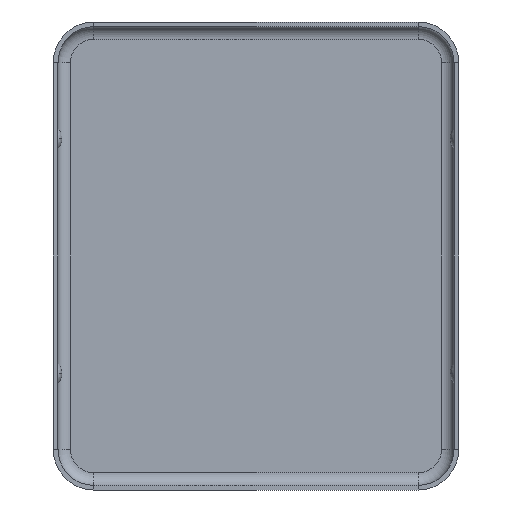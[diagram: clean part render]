
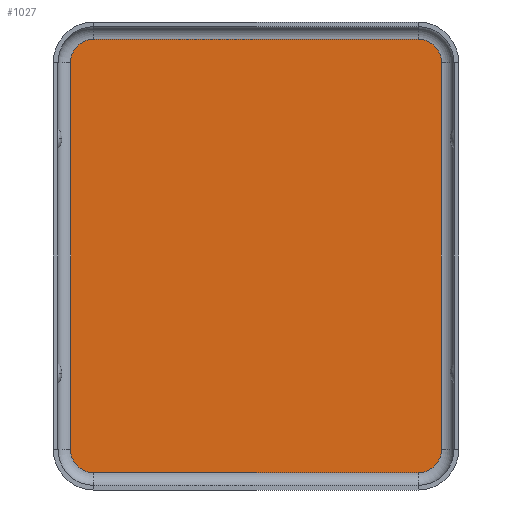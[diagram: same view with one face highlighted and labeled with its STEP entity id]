
A CAD part, front view. The second image highlights one B-rep face of the part: STEP entity #1027.
In plain terms, the highlighted planar face has unit normal (0, -1, 0).
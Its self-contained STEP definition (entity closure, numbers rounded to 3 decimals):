
#25 = VERTEX_POINT ( 'NONE', #165 ) ;
#26 = EDGE_CURVE ( 'NONE', #25, #1297, #90, .T. ) ;
#68 = DIRECTION ( 'NONE',  ( 0., -1., 0. ) ) ;
#90 = CIRCLE ( 'NONE', #1535, 1.5 ) ;
#129 = ORIENTED_EDGE ( 'NONE', *, *, #769, .T. ) ;
#154 = DIRECTION ( 'NONE',  ( 0., 1., 0. ) ) ;
#165 = CARTESIAN_POINT ( 'NONE',  ( 11.85, 0., -12.35 ) ) ;
#176 = CARTESIAN_POINT ( 'NONE',  ( -11.85, 0., 0. ) ) ;
#193 = DIRECTION ( 'NONE',  ( 0., 0., -1. ) ) ;
#198 = PLANE ( 'NONE',  #724 ) ;
#207 = VERTEX_POINT ( 'NONE', #465 ) ;
#276 = DIRECTION ( 'NONE',  ( 0., 0., 1. ) ) ;
#335 = CARTESIAN_POINT ( 'NONE',  ( -11.85, 0., 12.35 ) ) ;
#344 = DIRECTION ( 'NONE',  ( 0., 0., -1. ) ) ;
#352 = CIRCLE ( 'NONE', #588, 1.5 ) ;
#372 = DIRECTION ( 'NONE',  ( -1., 0., 0. ) ) ;
#442 = CARTESIAN_POINT ( 'NONE',  ( 11.85, 0., 0. ) ) ;
#453 = CARTESIAN_POINT ( 'NONE',  ( -10.35, 0., -13.85 ) ) ;
#459 = VERTEX_POINT ( 'NONE', #936 ) ;
#465 = CARTESIAN_POINT ( 'NONE',  ( 11.85, 0., 12.35 ) ) ;
#468 = CARTESIAN_POINT ( 'NONE',  ( 10.35, 0., -13.85 ) ) ;
#507 = ORIENTED_EDGE ( 'NONE', *, *, #1121, .T. ) ;
#524 = VECTOR ( 'NONE', #1080, 1000. ) ;
#562 = LINE ( 'NONE', #1381, #1405 ) ;
#573 = VECTOR ( 'NONE', #1568, 1000. ) ;
#578 = CARTESIAN_POINT ( 'NONE',  ( 10.35, 0., -12.35 ) ) ;
#588 = AXIS2_PLACEMENT_3D ( 'NONE', #861, #1120, #1115 ) ;
#593 = EDGE_LOOP ( 'NONE', ( #832, #1018, #706, #129, #1430, #1576, #1004, #507 ) ) ;
#706 = ORIENTED_EDGE ( 'NONE', *, *, #793, .F. ) ;
#724 = AXIS2_PLACEMENT_3D ( 'NONE', #578, #1104, #344 ) ;
#731 = VECTOR ( 'NONE', #946, 1000. ) ;
#769 = EDGE_CURVE ( 'NONE', #207, #1076, #1315, .T. ) ;
#793 = EDGE_CURVE ( 'NONE', #207, #25, #907, .T. ) ;
#830 = CARTESIAN_POINT ( 'NONE',  ( 10.35, 0., 12.35 ) ) ;
#832 = ORIENTED_EDGE ( 'NONE', *, *, #934, .F. ) ;
#858 = AXIS2_PLACEMENT_3D ( 'NONE', #830, #68, #193 ) ;
#861 = CARTESIAN_POINT ( 'NONE',  ( -10.35, 0., -12.35 ) ) ;
#873 = VERTEX_POINT ( 'NONE', #1305 ) ;
#903 = EDGE_CURVE ( 'NONE', #966, #459, #1007, .T. ) ;
#907 = LINE ( 'NONE', #442, #573 ) ;
#934 = EDGE_CURVE ( 'NONE', #1297, #1093, #1026, .T. ) ;
#936 = CARTESIAN_POINT ( 'NONE',  ( -11.85, 0., -12.35 ) ) ;
#938 = CIRCLE ( 'NONE', #962, 1.5 ) ;
#946 = DIRECTION ( 'NONE',  ( 0., 0., -1. ) ) ;
#962 = AXIS2_PLACEMENT_3D ( 'NONE', #1372, #1136, #1248 ) ;
#966 = VERTEX_POINT ( 'NONE', #335 ) ;
#1004 = ORIENTED_EDGE ( 'NONE', *, *, #903, .T. ) ;
#1007 = LINE ( 'NONE', #176, #731 ) ;
#1018 = ORIENTED_EDGE ( 'NONE', *, *, #26, .F. ) ;
#1026 = LINE ( 'NONE', #468, #524 ) ;
#1027 = ADVANCED_FACE ( 'NONE', ( #1511 ), #198, .T. ) ;
#1076 = VERTEX_POINT ( 'NONE', #1225 ) ;
#1080 = DIRECTION ( 'NONE',  ( -1., 0., 0. ) ) ;
#1093 = VERTEX_POINT ( 'NONE', #453 ) ;
#1104 = DIRECTION ( 'NONE',  ( 0., -1., 0. ) ) ;
#1115 = DIRECTION ( 'NONE',  ( 0., 0., 1. ) ) ;
#1120 = DIRECTION ( 'NONE',  ( 0., -1., 0. ) ) ;
#1121 = EDGE_CURVE ( 'NONE', #459, #1093, #352, .T. ) ;
#1136 = DIRECTION ( 'NONE',  ( 0., 1., 0. ) ) ;
#1225 = CARTESIAN_POINT ( 'NONE',  ( 10.35, 0., 13.85 ) ) ;
#1248 = DIRECTION ( 'NONE',  ( 0., 0., -1. ) ) ;
#1278 = CARTESIAN_POINT ( 'NONE',  ( 10.35, 0., -12.35 ) ) ;
#1297 = VERTEX_POINT ( 'NONE', #1421 ) ;
#1305 = CARTESIAN_POINT ( 'NONE',  ( -10.35, 0., 13.85 ) ) ;
#1315 = CIRCLE ( 'NONE', #858, 1.5 ) ;
#1372 = CARTESIAN_POINT ( 'NONE',  ( -10.35, 0., 12.35 ) ) ;
#1381 = CARTESIAN_POINT ( 'NONE',  ( 10.35, 0., 13.85 ) ) ;
#1388 = EDGE_CURVE ( 'NONE', #966, #873, #938, .T. ) ;
#1405 = VECTOR ( 'NONE', #372, 1000. ) ;
#1421 = CARTESIAN_POINT ( 'NONE',  ( 10.35, 0., -13.85 ) ) ;
#1423 = EDGE_CURVE ( 'NONE', #1076, #873, #562, .T. ) ;
#1430 = ORIENTED_EDGE ( 'NONE', *, *, #1423, .T. ) ;
#1511 = FACE_OUTER_BOUND ( 'NONE', #593, .T. ) ;
#1535 = AXIS2_PLACEMENT_3D ( 'NONE', #1278, #154, #276 ) ;
#1568 = DIRECTION ( 'NONE',  ( 0., 0., -1. ) ) ;
#1576 = ORIENTED_EDGE ( 'NONE', *, *, #1388, .F. ) ;
